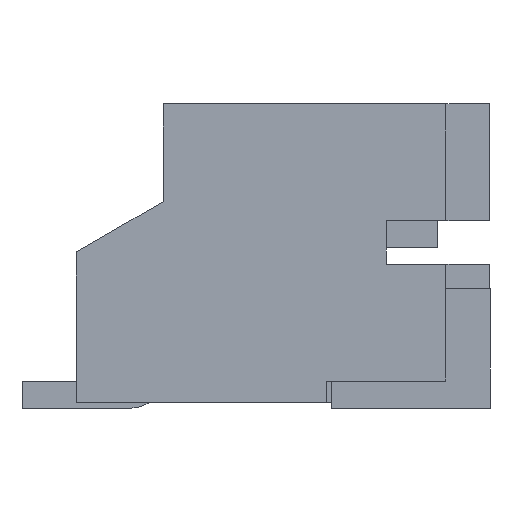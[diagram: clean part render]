
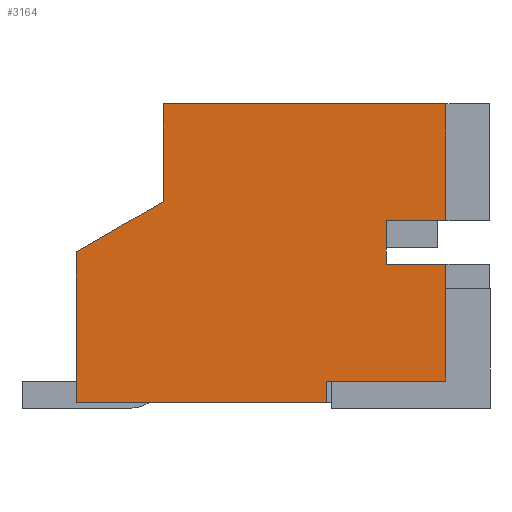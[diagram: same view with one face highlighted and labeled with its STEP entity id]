
A CAD part, left-side view. The second image highlights one B-rep face of the part: STEP entity #3164.
In plain terms, the highlighted planar face has unit normal (-1, 0, 0).
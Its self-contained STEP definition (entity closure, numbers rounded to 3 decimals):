
#283=FACE_OUTER_BOUND('',#450,.T.);
#450=EDGE_LOOP('',(#2362,#2363,#2364,#2365,#2366,#2367,#2368,#2369,#2370,
#2371,#2372,#2373));
#626=LINE('',#4411,#1024);
#715=LINE('',#4635,#1113);
#742=LINE('',#4701,#1140);
#743=LINE('',#4703,#1141);
#744=LINE('',#4705,#1142);
#745=LINE('',#4707,#1143);
#746=LINE('',#4709,#1144);
#747=LINE('',#4711,#1145);
#748=LINE('',#4712,#1146);
#749=LINE('',#4714,#1147);
#750=LINE('',#4716,#1148);
#751=LINE('',#4717,#1149);
#1024=VECTOR('',#3573,1000.);
#1113=VECTOR('',#3752,1000.);
#1140=VECTOR('',#3803,1000.);
#1141=VECTOR('',#3804,1000.);
#1142=VECTOR('',#3805,1000.);
#1143=VECTOR('',#3806,1000.);
#1144=VECTOR('',#3807,1000.);
#1145=VECTOR('',#3808,1000.);
#1146=VECTOR('',#3809,1000.);
#1147=VECTOR('',#3810,1000.);
#1148=VECTOR('',#3811,1000.);
#1149=VECTOR('',#3812,1000.);
#1424=VERTEX_POINT('',#4408);
#1425=VERTEX_POINT('',#4410);
#1515=VERTEX_POINT('',#4634);
#1541=VERTEX_POINT('',#4699);
#1542=VERTEX_POINT('',#4700);
#1543=VERTEX_POINT('',#4702);
#1544=VERTEX_POINT('',#4704);
#1545=VERTEX_POINT('',#4706);
#1546=VERTEX_POINT('',#4708);
#1547=VERTEX_POINT('',#4710);
#1548=VERTEX_POINT('',#4713);
#1549=VERTEX_POINT('',#4715);
#1718=EDGE_CURVE('',#1425,#1424,#626,.T.);
#1831=EDGE_CURVE('',#1425,#1515,#715,.T.);
#1864=EDGE_CURVE('',#1541,#1542,#742,.T.);
#1865=EDGE_CURVE('',#1542,#1543,#743,.T.);
#1866=EDGE_CURVE('',#1543,#1544,#744,.T.);
#1867=EDGE_CURVE('',#1544,#1545,#745,.T.);
#1868=EDGE_CURVE('',#1545,#1546,#746,.T.);
#1869=EDGE_CURVE('',#1546,#1547,#747,.T.);
#1870=EDGE_CURVE('',#1547,#1515,#748,.T.);
#1871=EDGE_CURVE('',#1424,#1548,#749,.T.);
#1872=EDGE_CURVE('',#1548,#1549,#750,.T.);
#1873=EDGE_CURVE('',#1549,#1541,#751,.T.);
#2362=ORIENTED_EDGE('',*,*,#1864,.T.);
#2363=ORIENTED_EDGE('',*,*,#1865,.T.);
#2364=ORIENTED_EDGE('',*,*,#1866,.T.);
#2365=ORIENTED_EDGE('',*,*,#1867,.T.);
#2366=ORIENTED_EDGE('',*,*,#1868,.T.);
#2367=ORIENTED_EDGE('',*,*,#1869,.T.);
#2368=ORIENTED_EDGE('',*,*,#1870,.T.);
#2369=ORIENTED_EDGE('',*,*,#1831,.F.);
#2370=ORIENTED_EDGE('',*,*,#1718,.T.);
#2371=ORIENTED_EDGE('',*,*,#1871,.T.);
#2372=ORIENTED_EDGE('',*,*,#1872,.T.);
#2373=ORIENTED_EDGE('',*,*,#1873,.T.);
#3015=PLANE('',#3372);
#3164=ADVANCED_FACE('',(#283),#3015,.F.);
#3372=AXIS2_PLACEMENT_3D('',#4698,#3801,#3802);
#3573=DIRECTION('',(0.,0.,-1.));
#3752=DIRECTION('',(0.,-1.,0.));
#3801=DIRECTION('center_axis',(1.,0.,0.));
#3802=DIRECTION('ref_axis',(0.,1.,0.));
#3803=DIRECTION('',(0.,0.,1.));
#3804=DIRECTION('',(0.,-1.,0.));
#3805=DIRECTION('',(0.,0.,1.));
#3806=DIRECTION('',(0.,1.,0.));
#3807=DIRECTION('',(0.,0.,1.));
#3808=DIRECTION('',(0.,-1.,0.));
#3809=DIRECTION('',(0.,0.,1.));
#3810=DIRECTION('',(0.,0.866,-0.5));
#3811=DIRECTION('',(0.,0.,-1.));
#3812=DIRECTION('',(0.,-1.,0.));
#4408=CARTESIAN_POINT('',(-8.95,3.,3.8));
#4410=CARTESIAN_POINT('',(-8.95,3.,5.6));
#4411=CARTESIAN_POINT('',(-8.95,3.,3.8));
#4634=CARTESIAN_POINT('',(-8.95,-2.2,5.6));
#4635=CARTESIAN_POINT('',(-8.95,-3.,5.6));
#4698=CARTESIAN_POINT('Origin',(-8.95,-3.,5.6));
#4699=CARTESIAN_POINT('',(-8.95,0.,0.1));
#4700=CARTESIAN_POINT('',(-8.95,0.,0.5));
#4701=CARTESIAN_POINT('',(-8.95,0.,0.1));
#4702=CARTESIAN_POINT('',(-8.95,-2.2,0.5));
#4703=CARTESIAN_POINT('',(-8.95,-3.,0.5));
#4704=CARTESIAN_POINT('',(-8.95,-2.2,2.65));
#4705=CARTESIAN_POINT('',(-8.95,-2.2,0.1));
#4706=CARTESIAN_POINT('',(-8.95,-1.1,2.65));
#4707=CARTESIAN_POINT('',(-8.95,-3.,2.65));
#4708=CARTESIAN_POINT('',(-8.95,-1.1,3.45));
#4709=CARTESIAN_POINT('',(-8.95,-1.1,2.65));
#4710=CARTESIAN_POINT('',(-8.95,-2.2,3.45));
#4711=CARTESIAN_POINT('',(-8.95,-3.,3.45));
#4712=CARTESIAN_POINT('',(-8.95,-2.2,0.1));
#4713=CARTESIAN_POINT('',(-8.95,4.6,2.876));
#4714=CARTESIAN_POINT('',(-8.95,4.6,2.876));
#4715=CARTESIAN_POINT('',(-8.95,4.6,0.1));
#4716=CARTESIAN_POINT('',(-8.95,4.6,5.6));
#4717=CARTESIAN_POINT('',(-8.95,-3.,0.1));
